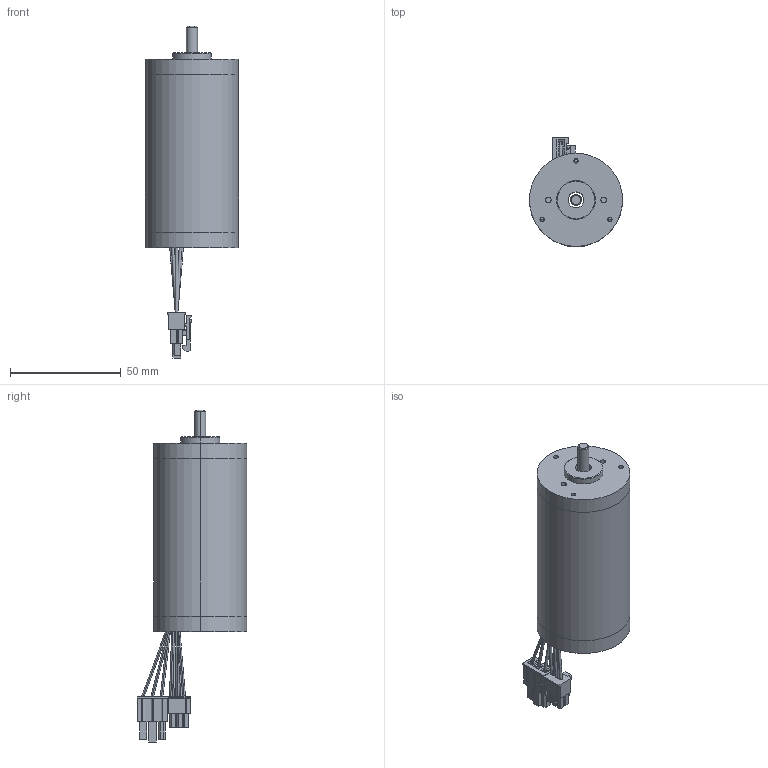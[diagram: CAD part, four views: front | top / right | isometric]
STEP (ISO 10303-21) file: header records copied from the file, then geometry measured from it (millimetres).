
FILE_DESCRIPTION (( 'STEP AP203' ), '1' );
FILE_NAME ('R42BLD60L2.STEP', '2018-05-31T08:19:10', ( 'User' ), ( 'China' ), 'SwSTEP 2.0', 'SolidWorks 2012', '' );
FILE_SCHEMA (( 'CONFIG_CONTROL_DESIGN' ));
Length unit declared in the file: millimetre
Products named in the file (1): R42BLD60L2
Bounding box: 42 x 49.48 x 149.83 mm (x, y, z)
Surface area: 19602.6 mm2 (no closed solid volume)
Topology: 0 solids, 20 shells, 380 faces, 1188 edges, 793 vertices
Faces by surface type: plane 289, cylinder 59, bspline 16, cone 10, torus 6
Entity records: 12969 total; most frequent: CARTESIAN_POINT 2468, DIRECTION 2120, ORIENTED_EDGE 1987, EDGE_CURVE 1182, VECTOR 974, LINE 974, VERTEX_POINT 793, AXIS2_PLACEMENT_3D 573
